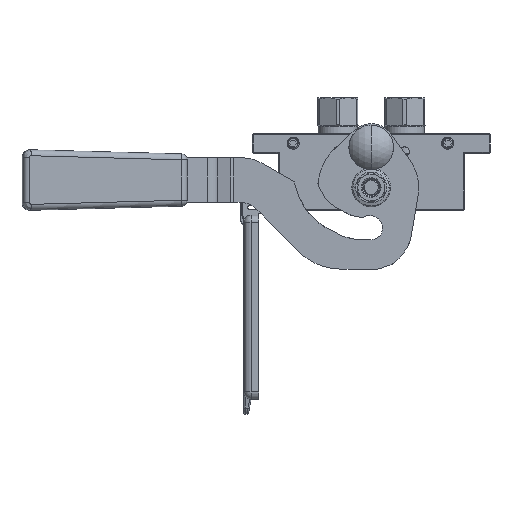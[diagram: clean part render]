
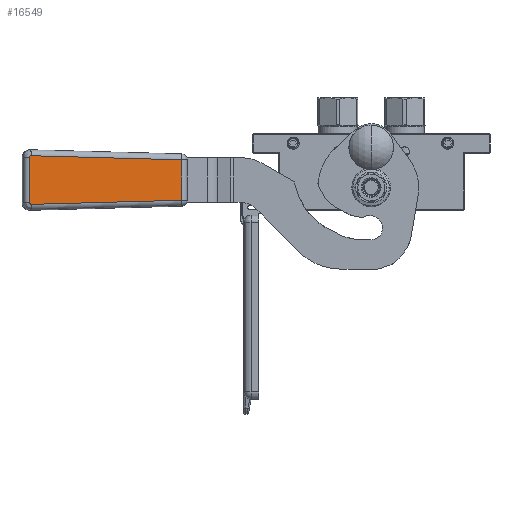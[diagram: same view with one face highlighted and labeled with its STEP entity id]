
A CAD part, front view. The second image highlights one B-rep face of the part: STEP entity #16549.
In plain terms, the highlighted face is planar.
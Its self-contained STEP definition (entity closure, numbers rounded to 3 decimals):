
#5217 = LINE ( 'NONE', #90587, #43619 ) ;
#5227 = EDGE_CURVE ( 'NONE', #95808, #62060, #43003, .T. ) ;
#6905 = B_SPLINE_CURVE_WITH_KNOTS ( 'NONE', 3,
 ( #54401, #69391, #39805, #31364, #83462, #91862, #47239, #63854, #41421, #41738, #85650 ),
 .UNSPECIFIED., .F., .F.,
 ( 4, 1, 1, 1, 1, 1, 1, 1, 4 ),
 ( 0., 0.125, 0.25, 0.375, 0.5, 0.625, 0.75, 0.875, 1. ),
 .UNSPECIFIED. ) ;
#10302 = DIRECTION ( 'NONE',  ( 1., 0., 0. ) ) ;
#11979 = AXIS2_PLACEMENT_3D ( 'NONE', #53467, #38574, #91276 ) ;
#11996 = VERTEX_POINT ( 'NONE', #59456 ) ;
#12661 = ORIENTED_EDGE ( 'NONE', *, *, #59601, .F. ) ;
#13670 = CARTESIAN_POINT ( 'NONE',  ( -15.363, 15.945, -4.054 ) ) ;
#16549 = ADVANCED_FACE ( 'NONE', ( #80619 ), #31069, .F. ) ;
#19309 = VERTEX_POINT ( 'NONE', #53318 ) ;
#22988 = ORIENTED_EDGE ( 'NONE', *, *, #62859, .F. ) ;
#25118 = VERTEX_POINT ( 'NONE', #56044 ) ;
#26518 = CARTESIAN_POINT ( 'NONE',  ( 15.363, 15.945, -4.054 ) ) ;
#31069 = PLANE ( 'NONE',  #11979 ) ;
#31364 = CARTESIAN_POINT ( 'NONE',  ( 16.301, 15.937, -4.688 ) ) ;
#35094 = CARTESIAN_POINT ( 'NONE',  ( -13.607, 14.553, -107.054 ) ) ;
#36088 = CARTESIAN_POINT ( 'NONE',  ( -16.363, 15.931, -5.081 ) ) ;
#37797 = EDGE_CURVE ( 'NONE', #62060, #53720, #76490, .T. ) ;
#38574 = DIRECTION ( 'NONE',  ( 0., -1., 0.014 ) ) ;
#39291 = VECTOR ( 'NONE', #91907, 1000. ) ;
#39805 = CARTESIAN_POINT ( 'NONE',  ( 16.355, 15.934, -4.882 ) ) ;
#41402 = LINE ( 'NONE', #84196, #63503 ) ;
#41421 = CARTESIAN_POINT ( 'NONE',  ( 15.562, 15.945, -4.067 ) ) ;
#41738 = CARTESIAN_POINT ( 'NONE',  ( 15.43, 15.945, -4.054 ) ) ;
#42372 = CARTESIAN_POINT ( 'NONE',  ( -15.363, 15.945, -4.054 ) ) ;
#43003 = B_SPLINE_CURVE_WITH_KNOTS ( 'NONE', 3,
 ( #13670, #88779, #58849, #44213, #51621, #66660, #74111, #65723, #81651, #73144, #36088 ),
 .UNSPECIFIED., .F., .F.,
 ( 4, 1, 1, 1, 1, 1, 1, 1, 4 ),
 ( 0., 0.125, 0.25, 0.375, 0.5, 0.625, 0.75, 0.875, 1. ),
 .UNSPECIFIED. ) ;
#43619 = VECTOR ( 'NONE', #45016, 1000. ) ;
#44213 = CARTESIAN_POINT ( 'NONE',  ( -15.754, 15.944, -4.127 ) ) ;
#45016 = DIRECTION ( 'NONE',  ( 0.027, 0.014, 1. ) ) ;
#45932 = EDGE_CURVE ( 'NONE', #11996, #95808, #64681, .T. ) ;
#47239 = CARTESIAN_POINT ( 'NONE',  ( 15.931, 15.943, -4.223 ) ) ;
#47917 = CARTESIAN_POINT ( 'NONE',  ( -16.363, 15.931, -5.081 ) ) ;
#51621 = CARTESIAN_POINT ( 'NONE',  ( -15.931, 15.943, -4.223 ) ) ;
#53318 = CARTESIAN_POINT ( 'NONE',  ( 16.363, 15.931, -5.081 ) ) ;
#53467 = CARTESIAN_POINT ( 'NONE',  ( 50., 16., 0. ) ) ;
#53720 = VERTEX_POINT ( 'NONE', #35094 ) ;
#54401 = CARTESIAN_POINT ( 'NONE',  ( 16.363, 15.931, -5.081 ) ) ;
#55444 = DIRECTION ( 'NONE',  ( -1., 0., 0. ) ) ;
#56044 = CARTESIAN_POINT ( 'NONE',  ( 13.607, 14.553, -107.054 ) ) ;
#58849 = CARTESIAN_POINT ( 'NONE',  ( -15.562, 15.945, -4.067 ) ) ;
#59453 = ORIENTED_EDGE ( 'NONE', *, *, #76692, .F. ) ;
#59456 = CARTESIAN_POINT ( 'NONE',  ( 15.363, 15.945, -4.054 ) ) ;
#59601 = EDGE_CURVE ( 'NONE', #19309, #11996, #6905, .T. ) ;
#59795 = EDGE_LOOP ( 'NONE', ( #59453, #69680, #61640, #95340, #12661, #22988 ) ) ;
#61640 = ORIENTED_EDGE ( 'NONE', *, *, #5227, .F. ) ;
#62060 = VERTEX_POINT ( 'NONE', #84861 ) ;
#62859 = EDGE_CURVE ( 'NONE', #25118, #19309, #5217, .T. ) ;
#63503 = VECTOR ( 'NONE', #10302, 1000. ) ;
#63854 = CARTESIAN_POINT ( 'NONE',  ( 15.754, 15.944, -4.127 ) ) ;
#64681 = LINE ( 'NONE', #26518, #75031 ) ;
#65723 = CARTESIAN_POINT ( 'NONE',  ( -16.301, 15.937, -4.688 ) ) ;
#66660 = CARTESIAN_POINT ( 'NONE',  ( -16.084, 15.941, -4.352 ) ) ;
#69391 = CARTESIAN_POINT ( 'NONE',  ( 16.364, 15.932, -5.014 ) ) ;
#69680 = ORIENTED_EDGE ( 'NONE', *, *, #37797, .F. ) ;
#73144 = CARTESIAN_POINT ( 'NONE',  ( -16.364, 15.932, -5.014 ) ) ;
#74111 = CARTESIAN_POINT ( 'NONE',  ( -16.209, 15.939, -4.509 ) ) ;
#75031 = VECTOR ( 'NONE', #55444, 1000. ) ;
#76490 = LINE ( 'NONE', #47917, #39291 ) ;
#76692 = EDGE_CURVE ( 'NONE', #53720, #25118, #41402, .T. ) ;
#80619 = FACE_OUTER_BOUND ( 'NONE', #59795, .T. ) ;
#81651 = CARTESIAN_POINT ( 'NONE',  ( -16.355, 15.934, -4.882 ) ) ;
#83462 = CARTESIAN_POINT ( 'NONE',  ( 16.209, 15.939, -4.509 ) ) ;
#84196 = CARTESIAN_POINT ( 'NONE',  ( -13.607, 14.553, -107.054 ) ) ;
#84861 = CARTESIAN_POINT ( 'NONE',  ( -16.363, 15.931, -5.081 ) ) ;
#85650 = CARTESIAN_POINT ( 'NONE',  ( 15.363, 15.945, -4.054 ) ) ;
#88779 = CARTESIAN_POINT ( 'NONE',  ( -15.43, 15.945, -4.054 ) ) ;
#90587 = CARTESIAN_POINT ( 'NONE',  ( 13.607, 14.553, -107.054 ) ) ;
#91276 = DIRECTION ( 'NONE',  ( 0., -0.014, -1. ) ) ;
#91862 = CARTESIAN_POINT ( 'NONE',  ( 16.084, 15.941, -4.352 ) ) ;
#91907 = DIRECTION ( 'NONE',  ( 0.027, -0.014, -1. ) ) ;
#95340 = ORIENTED_EDGE ( 'NONE', *, *, #45932, .F. ) ;
#95808 = VERTEX_POINT ( 'NONE', #42372 ) ;
